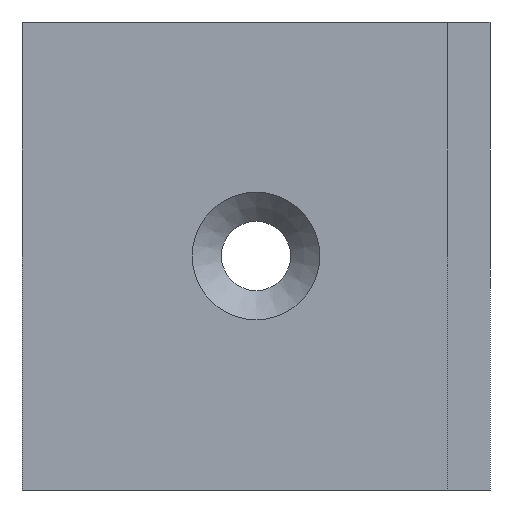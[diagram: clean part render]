
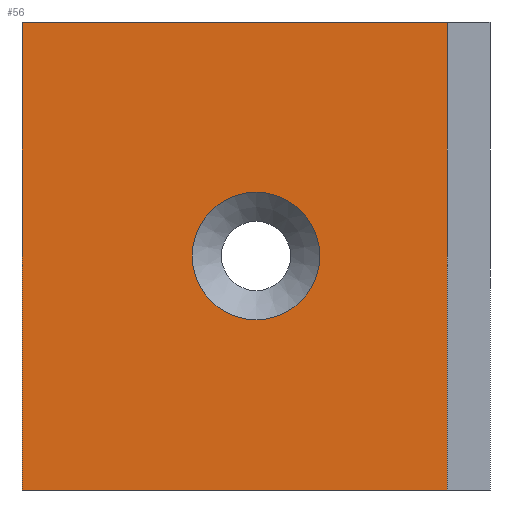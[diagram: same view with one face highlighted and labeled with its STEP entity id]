
A CAD part, front view. The second image highlights one B-rep face of the part: STEP entity #56.
In plain terms, the highlighted planar face has unit normal (0, -1, 0).
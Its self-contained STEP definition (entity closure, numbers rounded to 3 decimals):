
#56 = ADVANCED_FACE( '', ( #116, #117 ), #118, .F. );
#116 = FACE_BOUND( '', #175, .T. );
#117 = FACE_OUTER_BOUND( '', #176, .T. );
#118 = PLANE( '', #177 );
#175 = EDGE_LOOP( '', ( #260 ) );
#176 = EDGE_LOOP( '', ( #261, #262, #263, #264 ) );
#177 = AXIS2_PLACEMENT_3D( '', #265, #266, #267 );
#260 = ORIENTED_EDGE( '', *, *, #322, .T. );
#261 = ORIENTED_EDGE( '', *, *, #333, .T. );
#262 = ORIENTED_EDGE( '', *, *, #334, .F. );
#263 = ORIENTED_EDGE( '', *, *, #325, .F. );
#264 = ORIENTED_EDGE( '', *, *, #331, .T. );
#265 = CARTESIAN_POINT( '', ( -44., -4., 44. ) );
#266 = DIRECTION( '', ( 0., 1., 0. ) );
#267 = DIRECTION( '', ( 0., 0., 1. ) );
#322 = EDGE_CURVE( '', #376, #376, #377, .T. );
#325 = EDGE_CURVE( '', #379, #381, #382, .T. );
#331 = EDGE_CURVE( '', #379, #387, #389, .T. );
#333 = EDGE_CURVE( '', #387, #391, #392, .T. );
#334 = EDGE_CURVE( '', #381, #391, #393, .T. );
#376 = VERTEX_POINT( '', #444 );
#377 = CIRCLE( '', #445, 6. );
#379 = VERTEX_POINT( '', #447 );
#381 = VERTEX_POINT( '', #450 );
#382 = LINE( '', #451, #452 );
#387 = VERTEX_POINT( '', #459 );
#389 = LINE( '', #462, #463 );
#391 = VERTEX_POINT( '', #465 );
#392 = LINE( '', #466, #467 );
#393 = LINE( '', #468, #469 );
#444 = CARTESIAN_POINT( '', ( -22., -4., 16. ) );
#445 = AXIS2_PLACEMENT_3D( '', #506, #507, #508 );
#447 = CARTESIAN_POINT( '', ( -44., -4., 44. ) );
#450 = CARTESIAN_POINT( '', ( -4., -4., 44. ) );
#451 = CARTESIAN_POINT( '', ( -44., -4., 44. ) );
#452 = VECTOR( '', #510, 1000. );
#459 = CARTESIAN_POINT( '', ( -44., -4., 0. ) );
#462 = CARTESIAN_POINT( '', ( -44., -4., 44. ) );
#463 = VECTOR( '', #514, 1000. );
#465 = CARTESIAN_POINT( '', ( -4., -4., 0. ) );
#466 = CARTESIAN_POINT( '', ( -44., -4., 0. ) );
#467 = VECTOR( '', #515, 1000. );
#468 = CARTESIAN_POINT( '', ( -4., -4., 44. ) );
#469 = VECTOR( '', #516, 1000. );
#506 = CARTESIAN_POINT( '', ( -22., -4., 22. ) );
#507 = DIRECTION( '', ( 0., 1., 0. ) );
#508 = DIRECTION( '', ( 0., 0., -1. ) );
#510 = DIRECTION( '', ( 1., 0., 0. ) );
#514 = DIRECTION( '', ( 0., 0., -1. ) );
#515 = DIRECTION( '', ( 1., 0., 0. ) );
#516 = DIRECTION( '', ( 0., 0., -1. ) );
